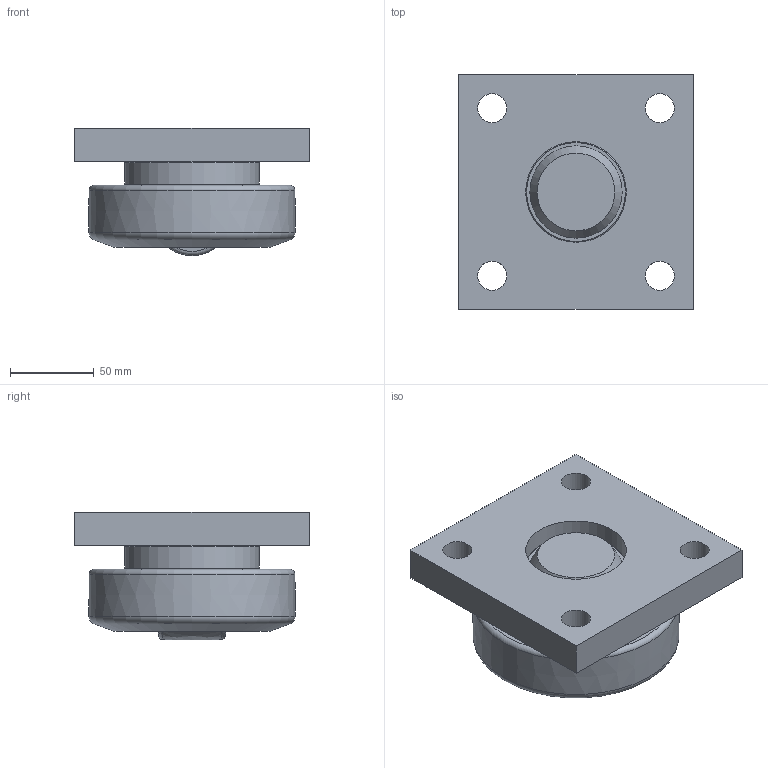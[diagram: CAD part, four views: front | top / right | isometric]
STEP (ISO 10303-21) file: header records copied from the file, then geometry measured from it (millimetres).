
FILE_DESCRIPTION((''),'2;1');
FILE_NAME('TR 120.0200 BQ1000.stp','2013-09-26T14:51:09',('hipp'),(''),'Autodesk Inventor 2013','Autodesk Inventor 2013','');
FILE_SCHEMA(('AUTOMOTIVE_DESIGN { 1 0 10303 214 1 1 1 1 }'));
Length unit declared in the file: millimetre
Products named in the file (1): TR 120.0200 BQ1000_Shrinkwrap_1
Bounding box: 140 x 140 x 76.1 mm (x, y, z)
Volume: 853462.9 mm3; surface area: 87358.8 mm2
Topology: 1 solids, 1 shells, 36 faces, 79 edges, 52 vertices
Faces by surface type: plane 14, cylinder 9, cone 6, torus 5, bspline 2
Full cylindrical faces by diameter (mm): 3 x1, 17.294 x4, 60 x1, 80 x1
Entity records: 1054 total; most frequent: CARTESIAN_POINT 275, DIRECTION 150, ORIENTED_EDGE 114, AXIS2_PLACEMENT_3D 67, EDGE_LOOP 67, EDGE_CURVE 57, VERTEX_POINT 46, FACE_OUTER_BOUND 36
